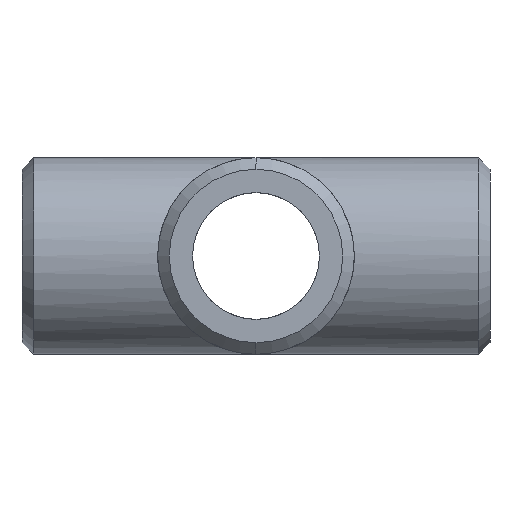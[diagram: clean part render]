
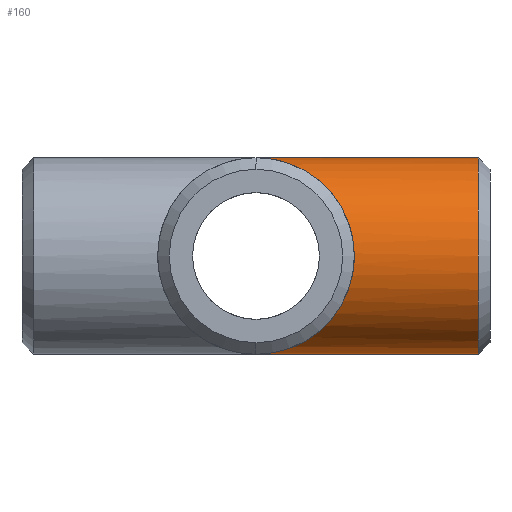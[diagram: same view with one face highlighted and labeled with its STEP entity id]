
A CAD part, left-side view. The second image highlights one B-rep face of the part: STEP entity #160.
In plain terms, the highlighted cylindrical face has radius 10.5 mm (diameter 21 mm), a partial arc.
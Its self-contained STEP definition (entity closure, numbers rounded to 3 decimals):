
#5 = AXIS2_PLACEMENT_3D ( 'NONE', #392, #704, #215 ) ;
#38 = LINE ( 'NONE', #49, #739 ) ;
#49 = CARTESIAN_POINT ( 'NONE',  ( 0., -25., -10.5 ) ) ;
#72 = FACE_OUTER_BOUND ( 'NONE', #646, .T. ) ;
#104 = ORIENTED_EDGE ( 'NONE', *, *, #276, .F. ) ;
#107 = AXIS2_PLACEMENT_3D ( 'NONE', #582, #647, #641 ) ;
#160 = ADVANCED_FACE ( 'NONE', ( #72 ), #584, .T. ) ;
#209 = VECTOR ( 'NONE', #637, 1000. ) ;
#213 = ORIENTED_EDGE ( 'NONE', *, *, #724, .T. ) ;
#215 = DIRECTION ( 'NONE',  ( 0., 0., -1. ) ) ;
#276 = EDGE_CURVE ( 'NONE', #417, #334, #359, .T. ) ;
#299 = CARTESIAN_POINT ( 'NONE',  ( -21., -21., 10.5 ) ) ;
#331 = EDGE_CURVE ( 'NONE', #585, #417, #38, .T. ) ;
#334 = VERTEX_POINT ( 'NONE', #675 ) ;
#359 =( BOUNDED_CURVE ( )  B_SPLINE_CURVE ( 3, ( #780, #601, #299, #593 ),
 .UNSPECIFIED., .F., .T. ) 
 B_SPLINE_CURVE_WITH_KNOTS ( ( 4, 4 ),
 ( 4.712, 7.854 ),
 .UNSPECIFIED. ) 
 CURVE ( )  GEOMETRIC_REPRESENTATION_ITEM ( )  RATIONAL_B_SPLINE_CURVE ( ( 1., 0.333, 0.333, 1. ) ) 
 REPRESENTATION_ITEM ( '' )  );
#392 = CARTESIAN_POINT ( 'NONE',  ( 0., -25., 0. ) ) ;
#410 = CIRCLE ( 'NONE', #107, 10.5 ) ;
#417 = VERTEX_POINT ( 'NONE', #554 ) ;
#474 = ORIENTED_EDGE ( 'NONE', *, *, #331, .F. ) ;
#497 = DIRECTION ( 'NONE',  ( 0., 1., 0. ) ) ;
#546 = VERTEX_POINT ( 'NONE', #746 ) ;
#554 = CARTESIAN_POINT ( 'NONE',  ( 0., 0., -10.5 ) ) ;
#573 = CARTESIAN_POINT ( 'NONE',  ( 0., -25., 10.5 ) ) ;
#582 = CARTESIAN_POINT ( 'NONE',  ( 0., -23.757, 0. ) ) ;
#584 = CYLINDRICAL_SURFACE ( 'NONE', #5, 10.5 ) ;
#585 = VERTEX_POINT ( 'NONE', #614 ) ;
#593 = CARTESIAN_POINT ( 'NONE',  ( 0., 0., 10.5 ) ) ;
#601 = CARTESIAN_POINT ( 'NONE',  ( -21., -21., -10.5 ) ) ;
#614 = CARTESIAN_POINT ( 'NONE',  ( 0., -23.757, -10.5 ) ) ;
#635 = ORIENTED_EDGE ( 'NONE', *, *, #759, .T. ) ;
#637 = DIRECTION ( 'NONE',  ( 0., 1., 0. ) ) ;
#641 = DIRECTION ( 'NONE',  ( 0., 0., -1. ) ) ;
#646 = EDGE_LOOP ( 'NONE', ( #635, #213, #104, #474 ) ) ;
#647 = DIRECTION ( 'NONE',  ( 0., 1., 0. ) ) ;
#675 = CARTESIAN_POINT ( 'NONE',  ( 0., 0., 10.5 ) ) ;
#704 = DIRECTION ( 'NONE',  ( 0., 1., 0. ) ) ;
#724 = EDGE_CURVE ( 'NONE', #546, #334, #755, .T. ) ;
#739 = VECTOR ( 'NONE', #497, 1000. ) ;
#746 = CARTESIAN_POINT ( 'NONE',  ( 0., -23.757, 10.5 ) ) ;
#755 = LINE ( 'NONE', #573, #209 ) ;
#759 = EDGE_CURVE ( 'NONE', #585, #546, #410, .T. ) ;
#780 = CARTESIAN_POINT ( 'NONE',  ( 0., 0., -10.5 ) ) ;
